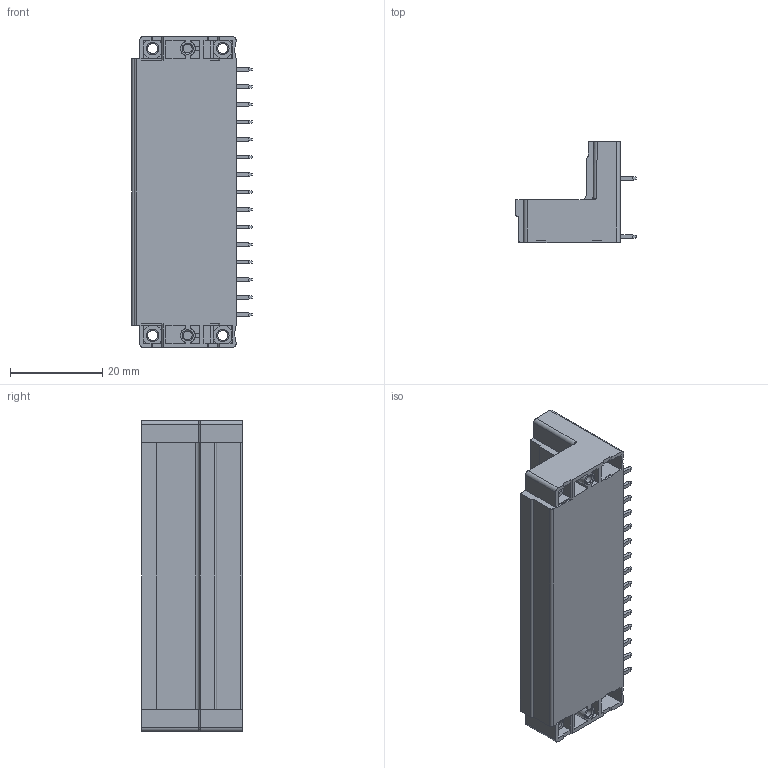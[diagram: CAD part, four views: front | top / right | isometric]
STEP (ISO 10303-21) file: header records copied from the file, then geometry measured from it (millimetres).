
FILE_DESCRIPTION((''),'2;1');
FILE_NAME('TLPHDW-105R-1','2024-09-24T11:05:41',('sheji109'),(''),'CREO PARAMETRIC BY PTC INC, 2018100','CREO PARAMETRIC BY PTC INC, 2018100','');
FILE_SCHEMA(('CONFIG_CONTROL_DESIGN'));
Products named in the file (1): TLPHDW-105R-1
Bounding box: 26.2 x 21.9 x 67.54 mm (x, y, z)
Volume: 14753.8 mm3; surface area: 16224.7 mm2
Topology: 1 solids, 1 shells, 2498 faces, 6760 edges, 4354 vertices
Faces by surface type: plane 1964, cylinder 479, cone 38, sphere 15, bspline 2
Entity records: 77677 total; most frequent: CARTESIAN_POINT 14311, ORIENTED_EDGE 13490, DIRECTION 12617, EDGE_CURVE 6745, VECTOR 5569, LINE 5569, VERTEX_POINT 4354, AXIS2_PLACEMENT_3D 3524
